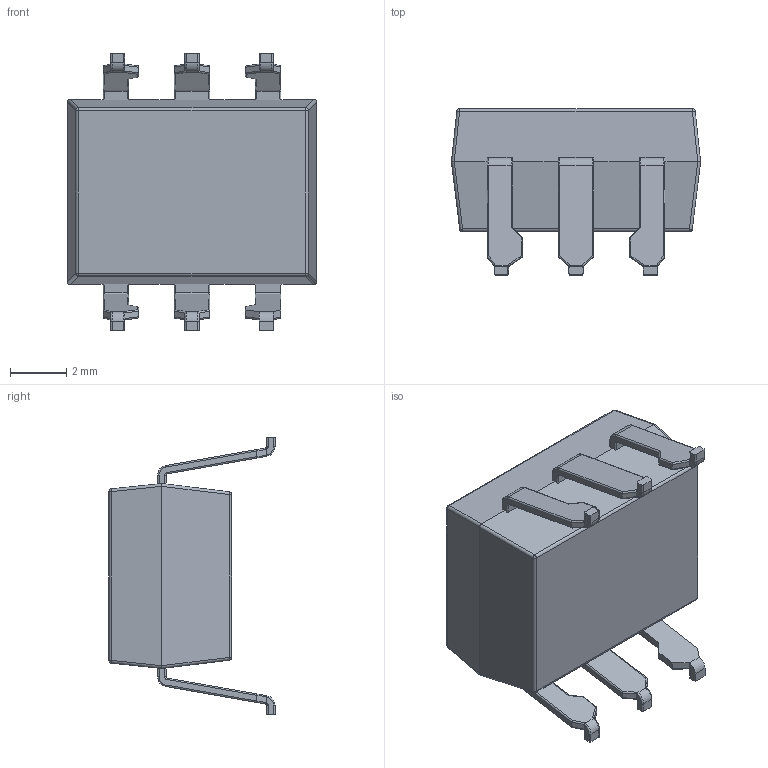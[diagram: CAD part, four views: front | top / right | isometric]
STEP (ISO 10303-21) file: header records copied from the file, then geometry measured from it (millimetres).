
FILE_DESCRIPTION (( 'STEP AP214' ), '1' );
FILE_NAME ('User Library-moc3051.STEP', '2019-01-07T19:35:40', ( '' ), ( '' ), 'SwSTEP 2.0', 'SolidWorks 2018', '' );
FILE_SCHEMA (( 'AUTOMOTIVE_DESIGN' ));
Length unit declared in the file: millimetre
Products named in the file (1): User Library-moc3051
Bounding box: 8.89 x 5.93 x 9.9 mm (x, y, z)
Volume: 248.2 mm3; surface area: 304.3 mm2
Topology: 1 solids, 1 shells, 308 faces, 801 edges, 496 vertices
Faces by surface type: cylinder 155, plane 97, bspline 56
Entity records: 10465 total; most frequent: CARTESIAN_POINT 3146, ORIENTED_EDGE 1602, DIRECTION 1291, EDGE_CURVE 801, VERTEX_POINT 496, VECTOR 433, LINE 433, AXIS2_PLACEMENT_3D 429
